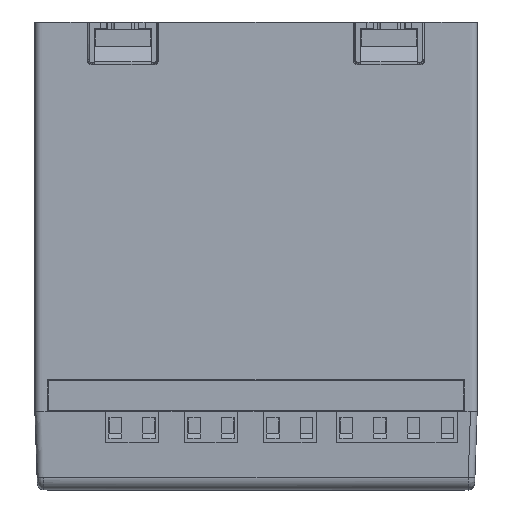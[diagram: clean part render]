
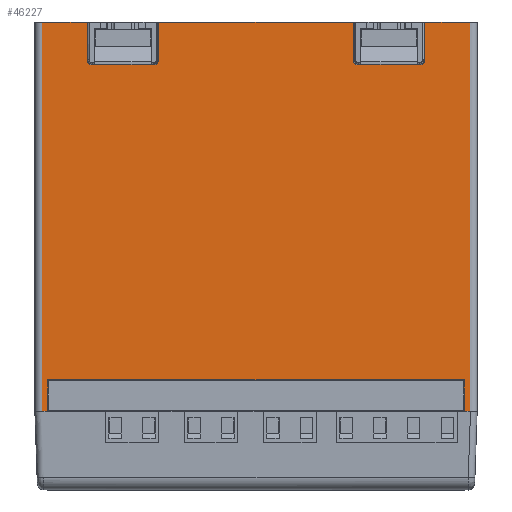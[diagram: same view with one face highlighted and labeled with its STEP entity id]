
A CAD part, front view. The second image highlights one B-rep face of the part: STEP entity #46227.
In plain terms, the highlighted planar face has unit normal (0, -1, 0).
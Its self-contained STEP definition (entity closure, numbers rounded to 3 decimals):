
#26=ELLIPSE('',#48517,1.003,1.);
#27=ELLIPSE('',#48520,1.003,1.);
#28=ELLIPSE('',#48527,1.003,1.);
#29=ELLIPSE('',#48540,1.003,1.);
#1619=FACE_OUTER_BOUND('',#3957,.T.);
#3957=EDGE_LOOP('',(#32700,#32701,#32702,#32703,#32704,#32705,#32706,#32707,
#32708,#32709,#32710,#32711,#32712,#32713,#32714,#32715,#32716,#32717,#32718,
#32719));
#8023=LINE('',#67219,#14011);
#8026=LINE('',#67227,#14014);
#8029=LINE('',#67235,#14017);
#8031=LINE('',#67239,#14019);
#8038=LINE('',#67254,#14026);
#8041=LINE('',#67262,#14029);
#8043=LINE('',#67267,#14031);
#8047=LINE('',#67273,#14035);
#8048=LINE('',#67276,#14036);
#8050=LINE('',#67283,#14038);
#8055=LINE('',#67298,#14043);
#8115=LINE('',#67426,#14103);
#8116=LINE('',#67431,#14104);
#8117=LINE('',#67432,#14105);
#8118=LINE('',#67434,#14106);
#8119=LINE('',#67435,#14107);
#14011=VECTOR('',#54366,1000.);
#14014=VECTOR('',#54375,1000.);
#14017=VECTOR('',#54384,1000.);
#14019=VECTOR('',#54388,1000.);
#14026=VECTOR('',#54401,1000.);
#14029=VECTOR('',#54410,1000.);
#14031=VECTOR('',#54414,1000.);
#14035=VECTOR('',#54420,1000.);
#14036=VECTOR('',#54423,1000.);
#14038=VECTOR('',#54429,1000.);
#14043=VECTOR('',#54444,1000.);
#14103=VECTOR('',#54552,1000.);
#14104=VECTOR('',#54559,1000.);
#14105=VECTOR('',#54560,1000.);
#14106=VECTOR('',#54561,1000.);
#14107=VECTOR('',#54562,1000.);
#19349=VERTEX_POINT('',#67216);
#19350=VERTEX_POINT('',#67218);
#19351=VERTEX_POINT('',#67222);
#19352=VERTEX_POINT('',#67226);
#19353=VERTEX_POINT('',#67230);
#19354=VERTEX_POINT('',#67234);
#19355=VERTEX_POINT('',#67238);
#19360=VERTEX_POINT('',#67253);
#19361=VERTEX_POINT('',#67257);
#19362=VERTEX_POINT('',#67261);
#19363=VERTEX_POINT('',#67265);
#19364=VERTEX_POINT('',#67266);
#19365=VERTEX_POINT('',#67271);
#19366=VERTEX_POINT('',#67275);
#19367=VERTEX_POINT('',#67279);
#19369=VERTEX_POINT('',#67282);
#19375=VERTEX_POINT('',#67300);
#19417=VERTEX_POINT('',#67423);
#19418=VERTEX_POINT('',#67425);
#19420=VERTEX_POINT('',#67433);
#24306=EDGE_CURVE('',#19349,#19350,#8023,.T.);
#24308=EDGE_CURVE('',#19351,#19350,#26,.T.);
#24310=EDGE_CURVE('',#19351,#19352,#8026,.T.);
#24312=EDGE_CURVE('',#19353,#19352,#27,.T.);
#24314=EDGE_CURVE('',#19354,#19353,#8029,.T.);
#24316=EDGE_CURVE('',#19354,#19355,#8031,.T.);
#24325=EDGE_CURVE('',#19355,#19360,#8038,.T.);
#24327=EDGE_CURVE('',#19361,#19360,#28,.T.);
#24329=EDGE_CURVE('',#19361,#19362,#8041,.T.);
#24331=EDGE_CURVE('',#19363,#19364,#8043,.T.);
#24335=EDGE_CURVE('',#19364,#19365,#8047,.T.);
#24336=EDGE_CURVE('',#19366,#19365,#8048,.T.);
#24339=EDGE_CURVE('',#19367,#19369,#8050,.T.);
#24348=EDGE_CURVE('',#19369,#19349,#8055,.T.);
#24349=EDGE_CURVE('',#19375,#19362,#29,.T.);
#24412=EDGE_CURVE('',#19418,#19417,#8115,.T.);
#24415=EDGE_CURVE('',#19366,#19367,#8116,.T.);
#24416=EDGE_CURVE('',#19418,#19363,#8117,.T.);
#24417=EDGE_CURVE('',#19420,#19417,#8118,.T.);
#24418=EDGE_CURVE('',#19420,#19375,#8119,.T.);
#32700=ORIENTED_EDGE('',*,*,#24348,.F.);
#32701=ORIENTED_EDGE('',*,*,#24339,.F.);
#32702=ORIENTED_EDGE('',*,*,#24415,.F.);
#32703=ORIENTED_EDGE('',*,*,#24336,.T.);
#32704=ORIENTED_EDGE('',*,*,#24335,.F.);
#32705=ORIENTED_EDGE('',*,*,#24331,.F.);
#32706=ORIENTED_EDGE('',*,*,#24416,.F.);
#32707=ORIENTED_EDGE('',*,*,#24412,.T.);
#32708=ORIENTED_EDGE('',*,*,#24417,.F.);
#32709=ORIENTED_EDGE('',*,*,#24418,.T.);
#32710=ORIENTED_EDGE('',*,*,#24349,.T.);
#32711=ORIENTED_EDGE('',*,*,#24329,.F.);
#32712=ORIENTED_EDGE('',*,*,#24327,.T.);
#32713=ORIENTED_EDGE('',*,*,#24325,.F.);
#32714=ORIENTED_EDGE('',*,*,#24316,.F.);
#32715=ORIENTED_EDGE('',*,*,#24314,.T.);
#32716=ORIENTED_EDGE('',*,*,#24312,.T.);
#32717=ORIENTED_EDGE('',*,*,#24310,.F.);
#32718=ORIENTED_EDGE('',*,*,#24308,.T.);
#32719=ORIENTED_EDGE('',*,*,#24306,.F.);
#41849=PLANE('',#48565);
#46227=ADVANCED_FACE('',(#1619),#41849,.T.);
#48517=AXIS2_PLACEMENT_3D('',#67223,#54370,#54371);
#48520=AXIS2_PLACEMENT_3D('',#67231,#54379,#54380);
#48527=AXIS2_PLACEMENT_3D('',#67258,#54405,#54406);
#48540=AXIS2_PLACEMENT_3D('',#67301,#54447,#54448);
#48565=AXIS2_PLACEMENT_3D('',#67430,#54557,#54558);
#54366=DIRECTION('',(0.,0.,-1.));
#54370=DIRECTION('center_axis',(0.,1.,0.));
#54371=DIRECTION('ref_axis',(-0.707,0.,-0.707));
#54375=DIRECTION('',(1.,0.,0.));
#54379=DIRECTION('center_axis',(0.,1.,0.));
#54380=DIRECTION('ref_axis',(0.707,0.,-0.707));
#54384=DIRECTION('',(0.,0.,-1.));
#54388=DIRECTION('',(1.,0.,0.));
#54401=DIRECTION('',(0.,0.,-1.));
#54405=DIRECTION('center_axis',(0.,1.,0.));
#54406=DIRECTION('ref_axis',(-0.707,0.,-0.707));
#54410=DIRECTION('',(1.,0.,0.));
#54414=DIRECTION('',(0.,0.,1.));
#54420=DIRECTION('',(-1.,0.,0.));
#54423=DIRECTION('',(0.,0.,1.));
#54429=DIRECTION('',(0.,0.,1.));
#54444=DIRECTION('',(1.,0.,0.));
#54447=DIRECTION('center_axis',(0.,1.,0.));
#54448=DIRECTION('ref_axis',(0.707,0.,-0.707));
#54552=DIRECTION('',(0.,0.,1.));
#54557=DIRECTION('center_axis',(0.,-1.,0.));
#54558=DIRECTION('ref_axis',(-1.,0.,0.));
#54559=DIRECTION('',(-1.,0.,0.));
#54560=DIRECTION('',(-1.,0.,0.));
#54561=DIRECTION('',(1.,0.,0.));
#54562=DIRECTION('',(0.,0.,-1.));
#67216=CARTESIAN_POINT('',(-38.032,-37.4,0.));
#67218=CARTESIAN_POINT('',(-38.032,-37.4,-8.659));
#67219=CARTESIAN_POINT('',(-38.032,-37.4,0.));
#67222=CARTESIAN_POINT('',(-37.034,-37.4,-9.657));
#67223=CARTESIAN_POINT('Origin',(-37.031,-37.4,-8.656));
#67226=CARTESIAN_POINT('',(-22.966,-37.4,-9.657));
#67227=CARTESIAN_POINT('',(-37.034,-37.4,-9.657));
#67230=CARTESIAN_POINT('',(-21.968,-37.4,-8.659));
#67231=CARTESIAN_POINT('Origin',(-22.969,-37.4,-8.656));
#67234=CARTESIAN_POINT('',(-21.968,-37.4,0.));
#67235=CARTESIAN_POINT('',(-21.968,-37.4,0.));
#67238=CARTESIAN_POINT('',(21.968,-37.4,0.));
#67239=CARTESIAN_POINT('',(-21.968,-37.4,0.));
#67253=CARTESIAN_POINT('',(21.968,-37.4,-8.659));
#67254=CARTESIAN_POINT('',(21.968,-37.4,0.));
#67257=CARTESIAN_POINT('',(22.966,-37.4,-9.657));
#67258=CARTESIAN_POINT('Origin',(22.969,-37.4,-8.656));
#67261=CARTESIAN_POINT('',(37.034,-37.4,-9.657));
#67262=CARTESIAN_POINT('',(22.966,-37.4,-9.657));
#67265=CARTESIAN_POINT('',(47.,-37.4,-87.7));
#67266=CARTESIAN_POINT('',(47.,-37.4,-80.7));
#67267=CARTESIAN_POINT('',(47.,-37.4,-87.7));
#67271=CARTESIAN_POINT('',(-47.,-37.4,-80.7));
#67273=CARTESIAN_POINT('',(47.,-37.4,-80.7));
#67275=CARTESIAN_POINT('',(-47.,-37.4,-87.7));
#67276=CARTESIAN_POINT('',(-47.,-37.4,-87.7));
#67279=CARTESIAN_POINT('',(-48.35,-37.4,-87.7));
#67282=CARTESIAN_POINT('',(-48.35,-37.4,0.));
#67283=CARTESIAN_POINT('',(-48.35,-37.4,-87.7));
#67298=CARTESIAN_POINT('',(-48.35,-37.4,0.));
#67300=CARTESIAN_POINT('',(38.032,-37.4,-8.659));
#67301=CARTESIAN_POINT('Origin',(37.031,-37.4,-8.656));
#67423=CARTESIAN_POINT('',(48.35,-37.4,0.));
#67425=CARTESIAN_POINT('',(48.35,-37.4,-87.7));
#67426=CARTESIAN_POINT('',(48.35,-37.4,-87.7));
#67430=CARTESIAN_POINT('Origin',(49.85,-37.4,0.));
#67431=CARTESIAN_POINT('',(-47.,-37.4,-87.7));
#67432=CARTESIAN_POINT('',(48.35,-37.4,-87.7));
#67433=CARTESIAN_POINT('',(38.032,-37.4,0.));
#67434=CARTESIAN_POINT('',(38.032,-37.4,0.));
#67435=CARTESIAN_POINT('',(38.032,-37.4,0.));
